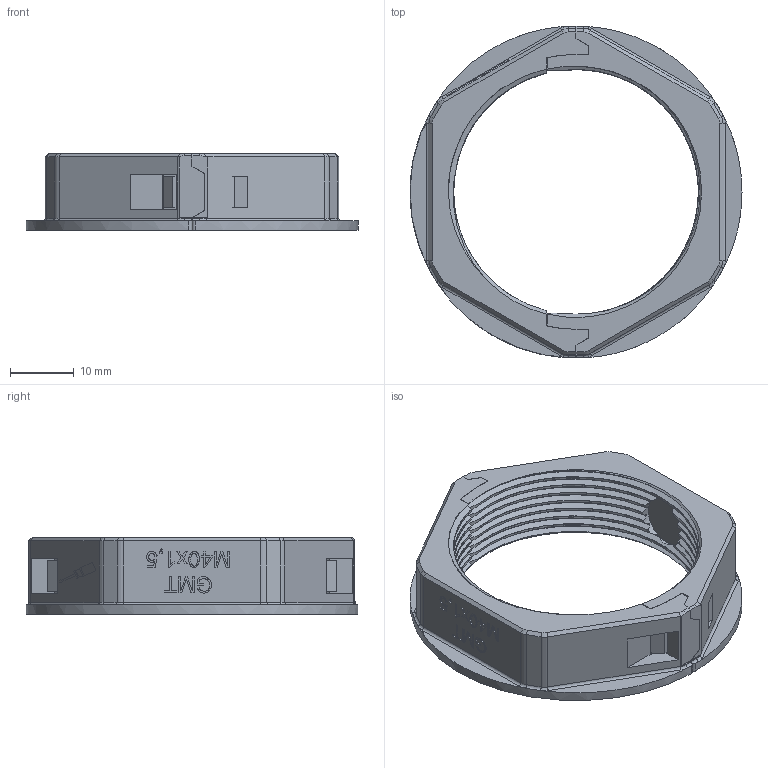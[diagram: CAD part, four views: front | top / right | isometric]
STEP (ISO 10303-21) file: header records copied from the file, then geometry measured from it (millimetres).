
FILE_DESCRIPTION (( 'STEP AP203' ), '1' );
FILE_NAME ('836109.step', '2023-06-13T19:07:31', ( '' ), ( '' ), 'SwSTEP 2.0', 'SolidWorks 2021', '' );
FILE_SCHEMA (( 'CONFIG_CONTROL_DESIGN' ));
Length unit declared in the file: inch
Products named in the file (1): 836109
Bounding box: 52 x 51.99 x 12 mm (x, y, z)
Volume: 7618 mm3; surface area: 6831.4 mm2
Topology: 2 solids, 2 shells, 533 faces, 1479 edges, 967 vertices
Faces by surface type: plane 263, bspline 152, cylinder 100, cone 18
Entity records: 26203 total; most frequent: CARTESIAN_POINT 13974, ORIENTED_EDGE 2958, DIRECTION 1793, EDGE_CURVE 1479, VERTEX_POINT 967, LINE 817, VECTOR 817, EDGE_LOOP 558
